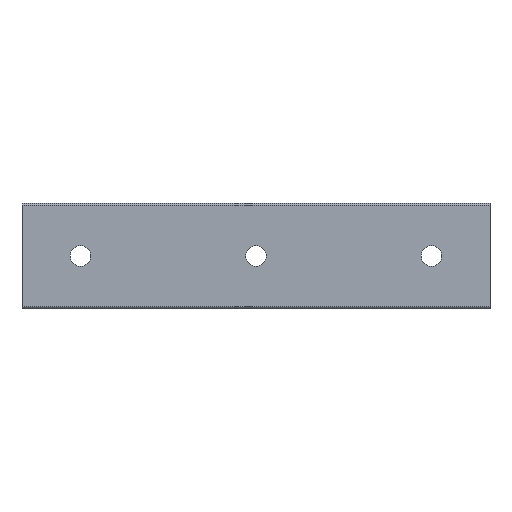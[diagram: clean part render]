
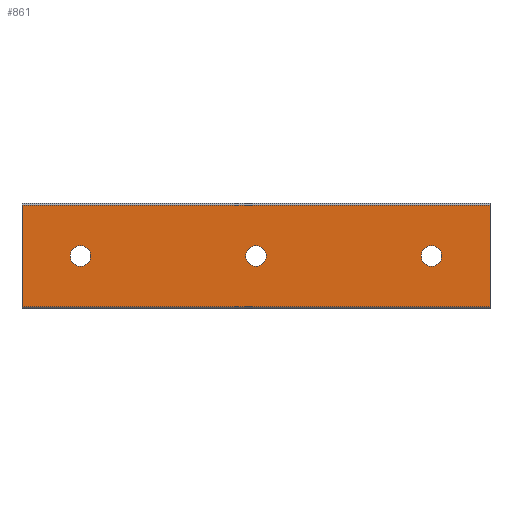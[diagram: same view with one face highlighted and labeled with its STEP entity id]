
A CAD part, front view. The second image highlights one B-rep face of the part: STEP entity #861.
In plain terms, the highlighted planar face has unit normal (0, -1, 0).
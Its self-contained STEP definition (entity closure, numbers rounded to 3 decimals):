
#34=PLANE('',#966);
#49=FACE_BOUND('',#156,.T.);
#50=FACE_BOUND('',#157,.T.);
#51=FACE_BOUND('',#158,.T.);
#96=FACE_OUTER_BOUND('',#155,.T.);
#155=EDGE_LOOP('',(#710,#711,#712,#713));
#156=EDGE_LOOP('',(#714));
#157=EDGE_LOOP('',(#715));
#158=EDGE_LOOP('',(#716));
#168=LINE('',#1301,#232);
#221=LINE('',#1486,#285);
#223=LINE('',#1489,#287);
#224=LINE('',#1490,#288);
#232=VECTOR('',#1034,80.);
#285=VECTOR('',#1231,80.);
#287=VECTOR('',#1235,17.4);
#288=VECTOR('',#1236,17.4);
#293=CIRCLE('',#873,1.75);
#297=CIRCLE('',#879,1.75);
#301=CIRCLE('',#885,1.75);
#353=VERTEX_POINT('',#1261);
#357=VERTEX_POINT('',#1271);
#361=VERTEX_POINT('',#1281);
#365=VERTEX_POINT('',#1294);
#368=VERTEX_POINT('',#1299);
#427=VERTEX_POINT('',#1483);
#428=VERTEX_POINT('',#1485);
#437=EDGE_CURVE('',#353,#353,#293,.T.);
#441=EDGE_CURVE('',#357,#357,#297,.T.);
#445=EDGE_CURVE('',#361,#361,#301,.T.);
#452=EDGE_CURVE('',#368,#365,#168,.T.);
#545=EDGE_CURVE('',#428,#427,#221,.T.);
#547=EDGE_CURVE('',#427,#365,#223,.T.);
#548=EDGE_CURVE('',#428,#368,#224,.T.);
#710=ORIENTED_EDGE('',*,*,#547,.T.);
#711=ORIENTED_EDGE('',*,*,#452,.F.);
#712=ORIENTED_EDGE('',*,*,#548,.F.);
#713=ORIENTED_EDGE('',*,*,#545,.T.);
#714=ORIENTED_EDGE('',*,*,#445,.T.);
#715=ORIENTED_EDGE('',*,*,#441,.T.);
#716=ORIENTED_EDGE('',*,*,#437,.T.);
#861=ADVANCED_FACE('',(#96,#49,#50,#51),#34,.T.);
#873=AXIS2_PLACEMENT_3D('',#1262,#989,#990);
#879=AXIS2_PLACEMENT_3D('',#1272,#1001,#1002);
#885=AXIS2_PLACEMENT_3D('',#1282,#1013,#1014);
#966=AXIS2_PLACEMENT_3D('',#1488,#1233,#1234);
#989=DIRECTION('center_axis',(0.,1.,0.));
#990=DIRECTION('ref_axis',(1.,0.,0.));
#1001=DIRECTION('center_axis',(0.,1.,0.));
#1002=DIRECTION('ref_axis',(1.,0.,0.));
#1013=DIRECTION('center_axis',(0.,1.,0.));
#1014=DIRECTION('ref_axis',(1.,0.,0.));
#1034=DIRECTION('',(1.,0.,0.));
#1231=DIRECTION('',(1.,0.,0.));
#1233=DIRECTION('center_axis',(0.,-1.,0.));
#1234=DIRECTION('ref_axis',(0.,0.,-1.));
#1235=DIRECTION('',(0.,0.,1.));
#1236=DIRECTION('',(0.,0.,1.));
#1261=CARTESIAN_POINT('',(-21.25,0.,0.));
#1262=CARTESIAN_POINT('Origin',(-19.5,0.,0.));
#1271=CARTESIAN_POINT('',(8.75,0.,0.));
#1272=CARTESIAN_POINT('Origin',(10.5,0.,0.));
#1281=CARTESIAN_POINT('',(38.75,0.,0.));
#1282=CARTESIAN_POINT('Origin',(40.5,0.,0.));
#1294=CARTESIAN_POINT('',(50.5,0.,8.7));
#1299=CARTESIAN_POINT('',(-29.5,0.,8.7));
#1301=CARTESIAN_POINT('',(-29.5,0.,8.7));
#1483=CARTESIAN_POINT('',(50.5,0.,-8.7));
#1485=CARTESIAN_POINT('',(-29.5,0.,-8.7));
#1486=CARTESIAN_POINT('',(-29.5,0.,-8.7));
#1488=CARTESIAN_POINT('Origin',(-29.5,0.,0.));
#1489=CARTESIAN_POINT('',(50.5,0.,-8.7));
#1490=CARTESIAN_POINT('',(-29.5,0.,-8.7));
